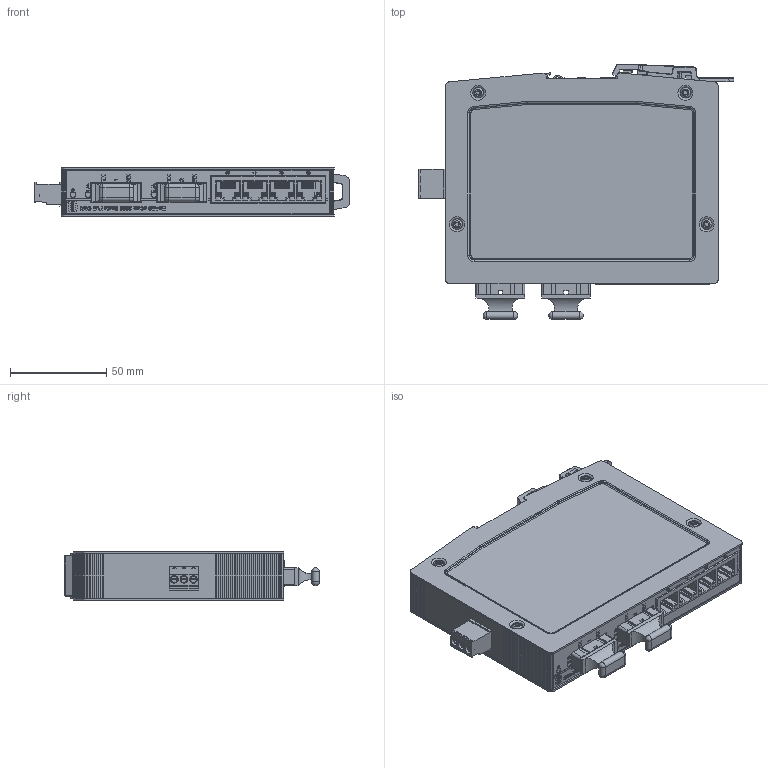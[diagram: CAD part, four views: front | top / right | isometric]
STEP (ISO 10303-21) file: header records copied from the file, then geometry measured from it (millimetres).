
FILE_DESCRIPTION(/* description */ (''),/* implementation_level */ '2;1');
FILE_NAME(/* name */ '100576699ugm000_a.stp',/* time_stamp */ '2014-05-07T12:35:01+02:00',/* author */ (''),/* organization */ (''),/* preprocessor_version */ 'ST-DEVELOPER v15',/* originating_system */ 'SIEMENS PLM Software NX 8.5',/* authorisation */ '');
FILE_SCHEMA (('AUTOMOTIVE_DESIGN { 1 0 10303 214 3 1 1 1 }'));
Products named in the file (1): 100576699ugm000_a
Bounding box: 164.4 x 132.66 x 25 mm (x, y, z)
Volume: 364118.7 mm3; surface area: 65072.1 mm2
Topology: 3 solids, 3 shells, 3136 faces, 8707 edges, 5632 vertices
Faces by surface type: plane 1769, cylinder 889, bspline 358, torus 55, cone 51, sphere 14
Full cylindrical faces by diameter (mm): 0.5 x1, 2.3 x9, 2.5 x4, 2.8 x3, 2.9 x1, 3.2 x1, 4 x3, 4.7 x4, 4.8 x4, 5.3 x9, 6 x4, 7 x8, 7.2 x4
Entity records: 116422 total; most frequent: CARTESIAN_POINT 37846, ORIENTED_EDGE 17028, DIRECTION 15120, EDGE_CURVE 8514, LINE 5812, VECTOR 5812, VERTEX_POINT 5590, AXIS2_PLACEMENT_3D 4654
